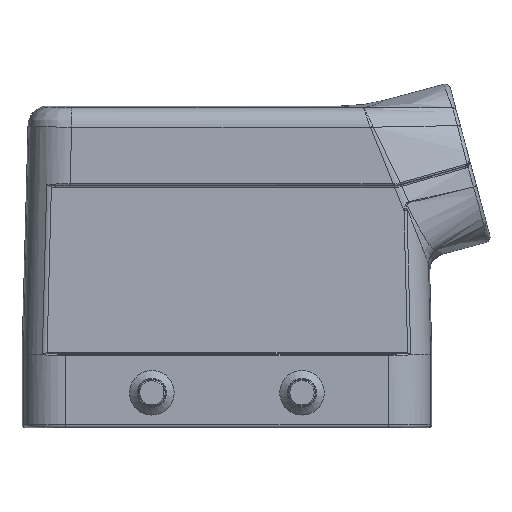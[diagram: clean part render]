
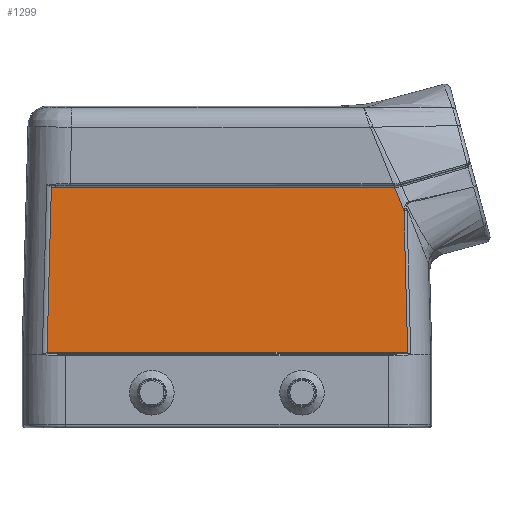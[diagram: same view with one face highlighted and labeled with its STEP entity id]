
A CAD part, front view. The second image highlights one B-rep face of the part: STEP entity #1299.
In plain terms, the highlighted planar face has unit normal (0, -1, 0.015).
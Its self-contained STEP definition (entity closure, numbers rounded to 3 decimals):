
#923=FACE_OUTER_BOUND('',#1964,.T.);
#1299=ADVANCED_FACE('',(#923),#1714,.T.);
#1714=PLANE('',#10250);
#1964=EDGE_LOOP('',(#2789,#2790,#2791,#2792,#2793,#2794,#2795,#2796));
#2789=ORIENTED_EDGE('',*,*,#5281,.T.);
#2790=ORIENTED_EDGE('',*,*,#5282,.T.);
#2791=ORIENTED_EDGE('',*,*,#5283,.T.);
#2792=ORIENTED_EDGE('',*,*,#5284,.T.);
#2793=ORIENTED_EDGE('',*,*,#5285,.T.);
#2794=ORIENTED_EDGE('',*,*,#5286,.T.);
#2795=ORIENTED_EDGE('',*,*,#5287,.T.);
#2796=ORIENTED_EDGE('',*,*,#5288,.T.);
#4691=VERTEX_POINT('',#14459);
#4692=VERTEX_POINT('',#14460);
#4693=VERTEX_POINT('',#14465);
#4694=VERTEX_POINT('',#14467);
#4695=VERTEX_POINT('',#14472);
#4696=VERTEX_POINT('',#14474);
#4697=VERTEX_POINT('',#14482);
#4698=VERTEX_POINT('',#14484);
#5281=EDGE_CURVE('',#4691,#4692,#8179,.T.);
#5282=EDGE_CURVE('',#4692,#4693,#6513,.T.);
#5283=EDGE_CURVE('',#4693,#4694,#8180,.T.);
#5284=EDGE_CURVE('',#4694,#4695,#6514,.T.);
#5285=EDGE_CURVE('',#4695,#4696,#8181,.T.);
#5286=EDGE_CURVE('',#4696,#4697,#6515,.T.);
#5287=EDGE_CURVE('',#4697,#4698,#8182,.T.);
#5288=EDGE_CURVE('',#4698,#4691,#6516,.T.);
#6513=B_SPLINE_CURVE_WITH_KNOTS('',3,(#14461,#14462,#14463,#14464),
 .UNSPECIFIED.,.F.,.F.,(4,4),(0.,1.),.UNSPECIFIED.);
#6514=B_SPLINE_CURVE_WITH_KNOTS('',3,(#14468,#14469,#14470,#14471),
 .UNSPECIFIED.,.F.,.F.,(4,4),(0.,1.),.UNSPECIFIED.);
#6515=B_SPLINE_CURVE_WITH_KNOTS('',3,(#14475,#14476,#14477,#14478,#14479,
#14480,#14481),.UNSPECIFIED.,.F.,.F.,(4,3,4),(0.,0.369,1.),
 .UNSPECIFIED.);
#6516=B_SPLINE_CURVE_WITH_KNOTS('',3,(#14485,#14486,#14487,#14488,#14489,
#14490,#14491,#14492,#14493,#14494,#14495,#14496,#14497,#14498,#14499,#14500),
 .UNSPECIFIED.,.F.,.F.,(4,3,3,3,3,4),(0.,0.045,0.339,
0.634,0.909,1.),.UNSPECIFIED.);
#8179=LINE('',#14458,#8738);
#8180=LINE('',#14466,#8739);
#8181=LINE('',#14473,#8740);
#8182=LINE('',#14483,#8741);
#8738=VECTOR('',#11023,1.);
#8739=VECTOR('',#11024,1.);
#8740=VECTOR('',#11025,1.);
#8741=VECTOR('',#11026,1.);
#10250=AXIS2_PLACEMENT_3D('',#14501,#11027,#11028);
#11023=DIRECTION('',(-1.,0.,0.));
#11024=DIRECTION('',(-0.026,-0.015,-1.));
#11025=DIRECTION('',(1.,0.,0.));
#11026=DIRECTION('',(-0.026,0.015,1.));
#11027=DIRECTION('',(0.,-1.,0.015));
#11028=DIRECTION('',(0.,-0.015,-1.));
#14458=CARTESIAN_POINT('',(-30.969,-20.063,33.419));
#14459=CARTESIAN_POINT('',(29.693,-20.063,33.419));
#14460=CARTESIAN_POINT('',(-30.398,-20.063,33.419));
#14461=CARTESIAN_POINT('',(-30.398,-20.063,33.419));
#14462=CARTESIAN_POINT('',(-30.636,-20.063,33.419));
#14463=CARTESIAN_POINT('',(-30.873,-20.063,33.434));
#14464=CARTESIAN_POINT('',(-31.103,-20.062,33.5));
#14465=CARTESIAN_POINT('',(-31.103,-20.062,33.5));
#14466=CARTESIAN_POINT('',(-31.822,-20.471,5.793));
#14467=CARTESIAN_POINT('',(-31.863,-20.495,4.205));
#14468=CARTESIAN_POINT('',(-31.863,-20.495,4.205));
#14469=CARTESIAN_POINT('',(-31.654,-20.494,4.26));
#14470=CARTESIAN_POINT('',(-31.434,-20.494,4.275));
#14471=CARTESIAN_POINT('',(-31.218,-20.494,4.275));
#14472=CARTESIAN_POINT('',(-31.218,-20.494,4.275));
#14473=CARTESIAN_POINT('',(31.764,-20.494,4.275));
#14474=CARTESIAN_POINT('',(31.218,-20.494,4.275));
#14475=CARTESIAN_POINT('',(31.218,-20.494,4.275));
#14476=CARTESIAN_POINT('',(31.317,-20.494,4.275));
#14477=CARTESIAN_POINT('',(31.417,-20.494,4.271));
#14478=CARTESIAN_POINT('',(31.516,-20.494,4.263));
#14479=CARTESIAN_POINT('',(31.684,-20.494,4.248));
#14480=CARTESIAN_POINT('',(31.854,-20.494,4.219));
#14481=CARTESIAN_POINT('',(32.012,-20.495,4.157));
#14482=CARTESIAN_POINT('',(32.012,-20.495,4.157));
#14483=CARTESIAN_POINT('',(32.018,-20.499,3.916));
#14484=CARTESIAN_POINT('',(31.36,-20.124,29.273));
#14485=CARTESIAN_POINT('',(31.36,-20.124,29.273));
#14486=CARTESIAN_POINT('',(31.336,-20.123,29.335));
#14487=CARTESIAN_POINT('',(31.313,-20.122,29.397));
#14488=CARTESIAN_POINT('',(31.289,-20.122,29.459));
#14489=CARTESIAN_POINT('',(31.13,-20.116,29.869));
#14490=CARTESIAN_POINT('',(30.973,-20.109,30.279));
#14491=CARTESIAN_POINT('',(30.813,-20.103,30.688));
#14492=CARTESIAN_POINT('',(30.653,-20.097,31.096));
#14493=CARTESIAN_POINT('',(30.49,-20.091,31.504));
#14494=CARTESIAN_POINT('',(30.324,-20.085,31.911));
#14495=CARTESIAN_POINT('',(30.169,-20.08,32.29));
#14496=CARTESIAN_POINT('',(30.011,-20.074,32.669));
#14497=CARTESIAN_POINT('',(29.852,-20.069,33.046));
#14498=CARTESIAN_POINT('',(29.799,-20.067,33.171));
#14499=CARTESIAN_POINT('',(29.746,-20.065,33.295));
#14500=CARTESIAN_POINT('',(29.693,-20.063,33.419));
#14501=CARTESIAN_POINT('',(36.3,-20.497,4.027));
